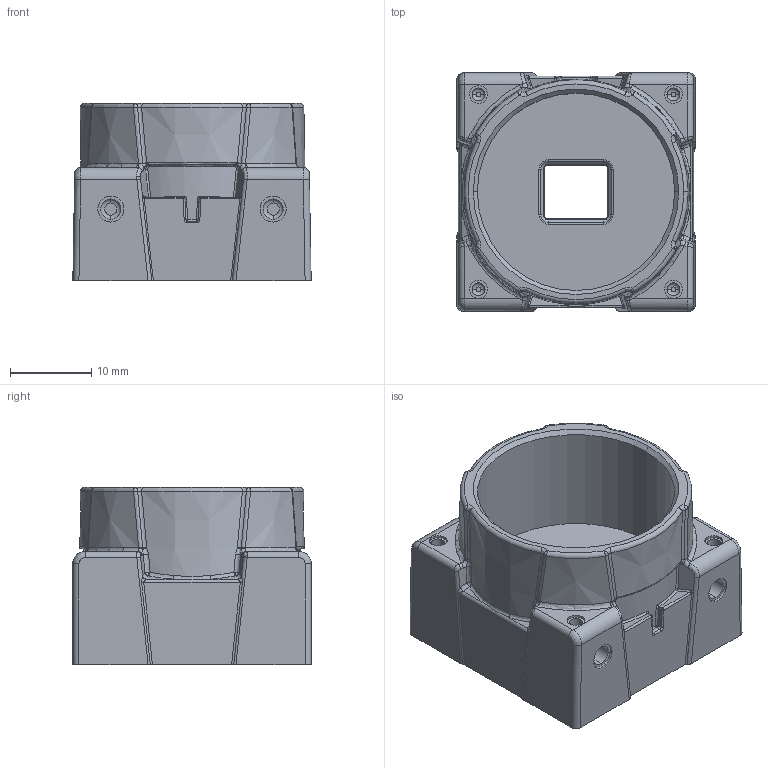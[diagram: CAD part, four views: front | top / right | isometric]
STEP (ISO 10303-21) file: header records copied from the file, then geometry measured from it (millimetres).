
FILE_DESCRIPTION (( 'STEP AP214' ), '1' );
FILE_NAME ('Alvium-C-Mount-Body-small-filter.STEP', '2020-11-19T09:47:45', ( '' ), ( '' ), 'SwSTEP 2.0', 'SolidWorks 2019', '' );
FILE_SCHEMA (( 'AUTOMOTIVE_DESIGN' ));
Length unit declared in the file: millimetre
Products named in the file (1): Alvium-C-Mount-Body-small-filter
Bounding box: 29.35 x 29.35 x 21.8 mm (x, y, z)
Volume: 5098.2 mm3; surface area: 5820.2 mm2
Topology: 1 solids, 1 shells, 447 faces, 1033 edges, 599 vertices
Faces by surface type: bspline 158, cylinder 105, plane 92, torus 37, sphere 36, cone 19
Entity records: 19112 total; most frequent: CARTESIAN_POINT 6160, ORIENTED_EDGE 2050, DIRECTION 1711, EDGE_CURVE 1025, AXIS2_PLACEMENT_3D 715, VERTEX_POINT 599, EDGE_LOOP 468, ADVANCED_FACE 447
